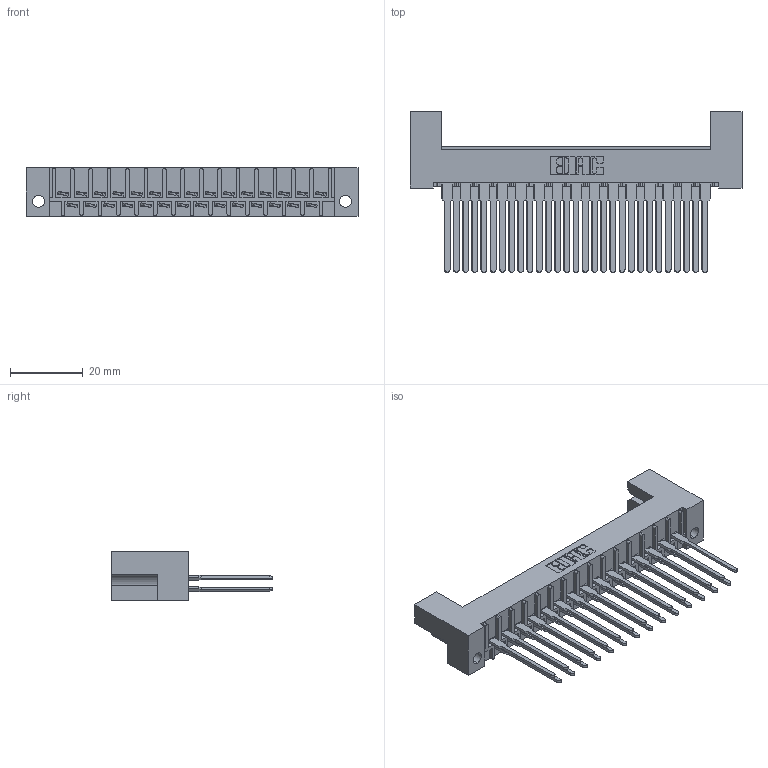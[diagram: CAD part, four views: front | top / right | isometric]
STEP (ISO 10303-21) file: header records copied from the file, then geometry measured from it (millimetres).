
FILE_DESCRIPTION (( 'STEP AP203' ), '1' );
FILE_NAME ('408-029-542-212.STEP', '2019-11-04T19:06:57', ( '' ), ( '' ), 'SwSTEP 2.0', 'SolidWorks 2016', '' );
FILE_SCHEMA (( 'CONFIG_CONTROL_DESIGN' ));
Length unit declared in the file: inch
Products named in the file (3): 408 Part_029 - 2; 408-290-001_408-290-142; 408-029-542-212
Assembly tree (30 placements, depth 2):
  408-029-542-212
    408 Part_029 - 2
    408-290-001_408-290-142  x29
Bounding box: 91.59 x 44.25 x 13.49 mm (x, y, z)
Volume: 12291.5 mm3; surface area: 15891.8 mm2
Topology: 30 solids, 30 shells, 1679 faces, 4603 edges, 2990 vertices
Faces by surface type: plane 1249, cylinder 314, bspline 116
Entity records: 23404 total; most frequent: CARTESIAN_POINT 4041, ORIENTED_EDGE 3942, DIRECTION 3599, EDGE_CURVE 1971, VECTOR 1735, LINE 1735, VERTEX_POINT 1310, AXIS2_PLACEMENT_3D 932
